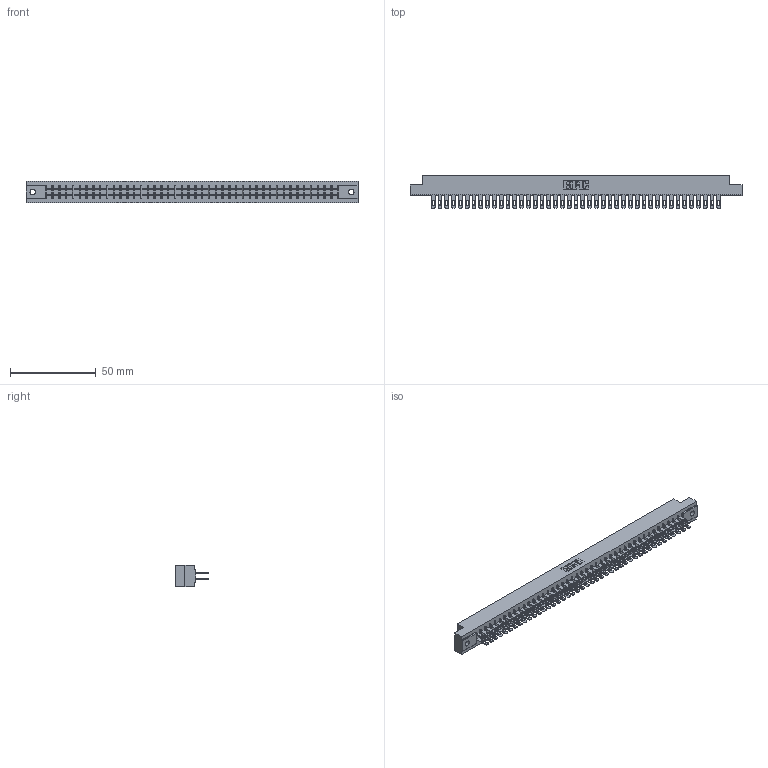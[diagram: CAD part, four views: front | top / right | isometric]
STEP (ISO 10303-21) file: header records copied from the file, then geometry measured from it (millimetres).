
FILE_DESCRIPTION (( 'STEP AP203' ), '1' );
FILE_NAME ('315-086-500-202.STEP', '2019-09-11T00:07:42', ( '' ), ( '' ), 'SwSTEP 2.0', 'SolidWorks 2016', '' );
FILE_SCHEMA (( 'CONFIG_CONTROL_DESIGN' ));
Length unit declared in the file: inch
Products named in the file (3): 315-086-500-202; 305 Part_.128 Dia; 305-290-001_500
Assembly tree (87 placements, depth 2):
  315-086-500-202
    305 Part_.128 Dia
    305-290-001_500  x86
Bounding box: 193.4 x 18.85 x 12.7 mm (x, y, z)
Volume: 20411.7 mm3; surface area: 27401.4 mm2
Topology: 87 solids, 87 shells, 4416 faces, 12657 edges, 8206 vertices
Faces by surface type: plane 2476, cylinder 1768, sphere 172
Entity records: 46460 total; most frequent: CARTESIAN_POINT 7687, ORIENTED_EDGE 7630, DIRECTION 7437, EDGE_CURVE 3815, VECTOR 3085, LINE 3085, VERTEX_POINT 2426, AXIS2_PLACEMENT_3D 2176
